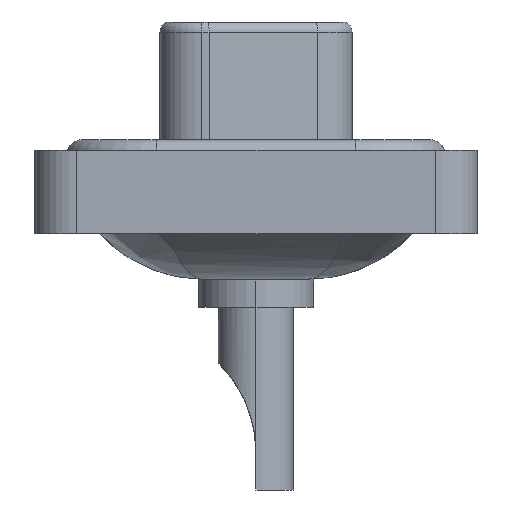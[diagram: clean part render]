
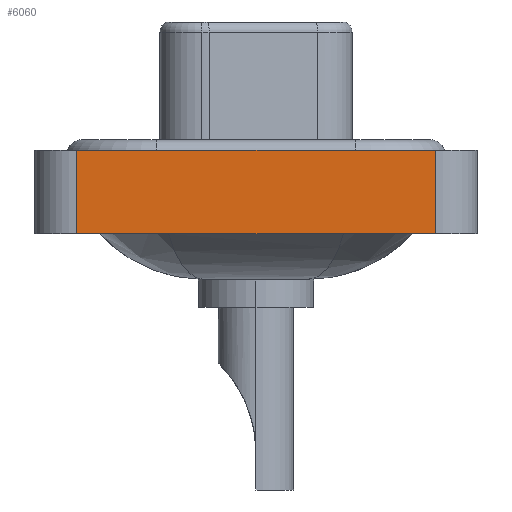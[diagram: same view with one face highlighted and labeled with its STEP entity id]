
A CAD part, left-side view. The second image highlights one B-rep face of the part: STEP entity #6060.
In plain terms, the highlighted planar face has unit normal (-1, 0, 0).
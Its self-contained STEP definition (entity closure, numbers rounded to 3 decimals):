
#318 = VERTEX_POINT ( 'NONE', #8700 ) ;
#921 = DIRECTION ( 'NONE',  ( 0., -1., 0. ) ) ;
#1172 = EDGE_LOOP ( 'NONE', ( #9133, #13398, #2678, #6746 ) ) ;
#1811 = EDGE_CURVE ( 'NONE', #13709, #318, #11519, .T. ) ;
#2678 = ORIENTED_EDGE ( 'NONE', *, *, #3229, .F. ) ;
#3000 = CARTESIAN_POINT ( 'NONE',  ( -7.25, 8.55, -3.6 ) ) ;
#3229 = EDGE_CURVE ( 'NONE', #13709, #8496, #14601, .T. ) ;
#3661 = EDGE_CURVE ( 'NONE', #318, #4267, #10636, .T. ) ;
#3739 = DIRECTION ( 'NONE',  ( 0., -1., 0. ) ) ;
#3816 = CARTESIAN_POINT ( 'NONE',  ( -7.25, -8.55, 0.4 ) ) ;
#3820 = AXIS2_PLACEMENT_3D ( 'NONE', #15036, #5696, #7773 ) ;
#4267 = VERTEX_POINT ( 'NONE', #12204 ) ;
#4478 = CARTESIAN_POINT ( 'NONE',  ( -7.25, -8.55, -3.6 ) ) ;
#4518 = DIRECTION ( 'NONE',  ( 0., 0., 1. ) ) ;
#4619 = VECTOR ( 'NONE', #14909, 1000. ) ;
#4752 = CARTESIAN_POINT ( 'NONE',  ( -7.25, -8.55, -3.6 ) ) ;
#4803 = CARTESIAN_POINT ( 'NONE',  ( -7.25, 8.55, 0.4 ) ) ;
#5696 = DIRECTION ( 'NONE',  ( -1., 0., 0. ) ) ;
#6014 = VECTOR ( 'NONE', #921, 1000. ) ;
#6060 = ADVANCED_FACE ( 'NONE', ( #6627 ), #8935, .T. ) ;
#6367 = EDGE_CURVE ( 'NONE', #8496, #4267, #9628, .T. ) ;
#6627 = FACE_OUTER_BOUND ( 'NONE', #1172, .T. ) ;
#6746 = ORIENTED_EDGE ( 'NONE', *, *, #1811, .T. ) ;
#7773 = DIRECTION ( 'NONE',  ( 0., 0., 1. ) ) ;
#8496 = VERTEX_POINT ( 'NONE', #4803 ) ;
#8700 = CARTESIAN_POINT ( 'NONE',  ( -7.25, -8.55, -3.6 ) ) ;
#8935 = PLANE ( 'NONE',  #3820 ) ;
#9133 = ORIENTED_EDGE ( 'NONE', *, *, #3661, .T. ) ;
#9628 = LINE ( 'NONE', #3816, #13947 ) ;
#10636 = LINE ( 'NONE', #4752, #11514 ) ;
#11448 = CARTESIAN_POINT ( 'NONE',  ( -7.25, 8.55, -3.6 ) ) ;
#11514 = VECTOR ( 'NONE', #4518, 1000. ) ;
#11519 = LINE ( 'NONE', #4478, #6014 ) ;
#12204 = CARTESIAN_POINT ( 'NONE',  ( -7.25, -8.55, 0.4 ) ) ;
#13398 = ORIENTED_EDGE ( 'NONE', *, *, #6367, .F. ) ;
#13709 = VERTEX_POINT ( 'NONE', #3000 ) ;
#13947 = VECTOR ( 'NONE', #3739, 1000. ) ;
#14601 = LINE ( 'NONE', #11448, #4619 ) ;
#14909 = DIRECTION ( 'NONE',  ( 0., 0., 1. ) ) ;
#15036 = CARTESIAN_POINT ( 'NONE',  ( -7.25, -8.55, -3.6 ) ) ;
